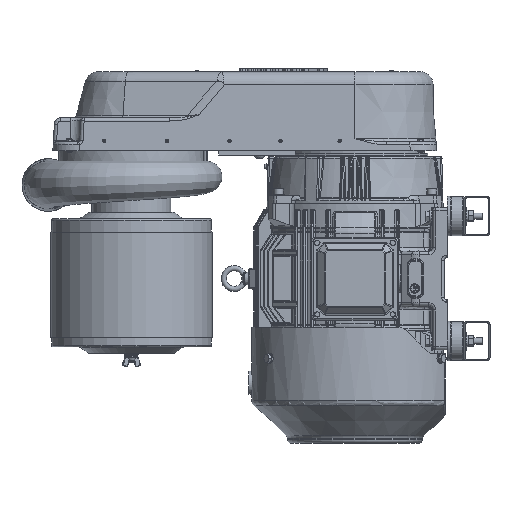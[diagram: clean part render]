
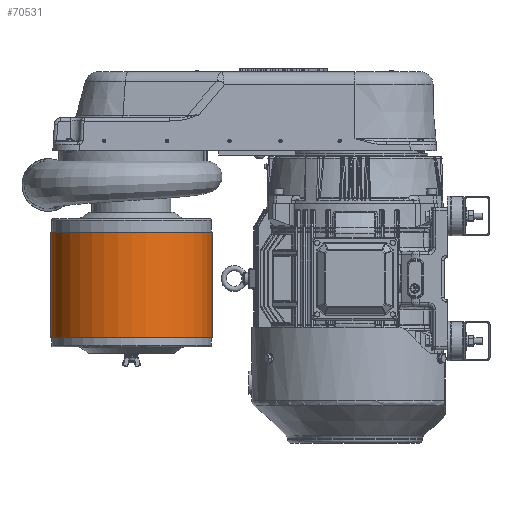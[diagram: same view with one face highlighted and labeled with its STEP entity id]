
A CAD part, left-side view. The second image highlights one B-rep face of the part: STEP entity #70531.
In plain terms, the highlighted cylindrical face has radius 155.448 mm (diameter 310.896 mm), a full revolution.
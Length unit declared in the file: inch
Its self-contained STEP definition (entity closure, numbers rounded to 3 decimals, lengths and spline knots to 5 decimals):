
#4708=FACE_OUTER_BOUND('',#9203,.T.);
#9203=EDGE_LOOP('',(#43927,#43928,#43929,#43930));
#13852=CIRCLE('',#75069,6.12);
#13854=CIRCLE('',#75073,6.12);
#20494=LINE('',#109187,#23512);
#23512=VECTOR('',#83410,6.12);
#26639=VERTEX_POINT('',#109179);
#26641=VERTEX_POINT('',#109185);
#33070=EDGE_CURVE('',#26639,#26639,#13852,.T.);
#33072=EDGE_CURVE('',#26641,#26641,#13854,.T.);
#33073=EDGE_CURVE('',#26641,#26639,#20494,.T.);
#43927=ORIENTED_EDGE('',*,*,#33072,.F.);
#43928=ORIENTED_EDGE('',*,*,#33073,.T.);
#43929=ORIENTED_EDGE('',*,*,#33070,.F.);
#43930=ORIENTED_EDGE('',*,*,#33073,.F.);
#64940=CYLINDRICAL_SURFACE('',#75072,6.12);
#70531=ADVANCED_FACE('',(#4708),#64940,.T.);
#75069=AXIS2_PLACEMENT_3D('',#109180,#83400,#83401);
#75072=AXIS2_PLACEMENT_3D('',#109184,#83406,#83407);
#75073=AXIS2_PLACEMENT_3D('',#109186,#83408,#83409);
#83400=DIRECTION('center_axis',(0.,0.,
1.));
#83401=DIRECTION('ref_axis',(-1.,-0.008,0.));
#83406=DIRECTION('center_axis',(0.,0.,
-1.));
#83407=DIRECTION('ref_axis',(-1.,-0.008,0.));
#83408=DIRECTION('center_axis',(0.,0.,
-1.));
#83409=DIRECTION('ref_axis',(-1.,-0.008,0.));
#83410=DIRECTION('',(0.,0.,1.));
#109179=CARTESIAN_POINT('',(6.03576,17.02509,-6.223));
#109180=CARTESIAN_POINT('Origin',(-0.08406,16.97829,-6.223));
#109184=CARTESIAN_POINT('Origin',(-0.08406,16.97829,-6.223));
#109185=CARTESIAN_POINT('',(6.03576,17.02509,-14.223));
#109186=CARTESIAN_POINT('Origin',(-0.08406,16.97829,-14.223));
#109187=CARTESIAN_POINT('',(6.03576,17.02509,-6.223));
